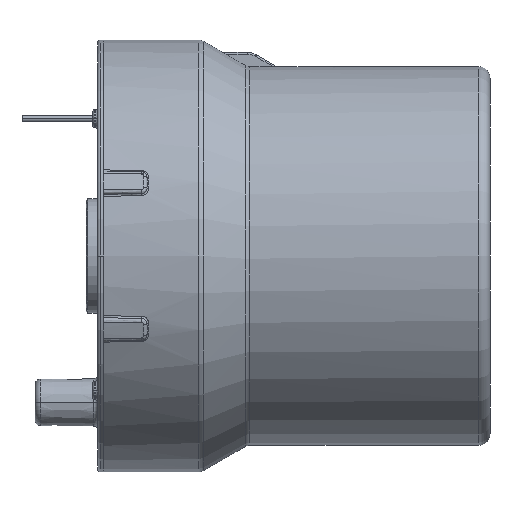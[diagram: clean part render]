
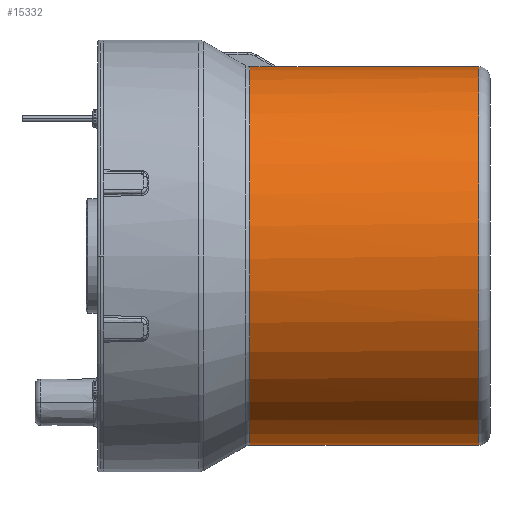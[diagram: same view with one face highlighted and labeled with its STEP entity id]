
A CAD part, left-side view. The second image highlights one B-rep face of the part: STEP entity #15332.
In plain terms, the highlighted cylindrical face has radius 26.289 mm (diameter 52.578 mm), a partial arc.
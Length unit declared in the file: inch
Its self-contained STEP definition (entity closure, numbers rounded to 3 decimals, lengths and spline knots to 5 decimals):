
#1362 = CIRCLE ( 'NONE', #106118, 1.035 ) ;
#1996 = LINE ( 'NONE', #35809, #43249 ) ;
#5947 = DIRECTION ( 'NONE',  ( 0., 1., 0. ) ) ;
#7883 = DIRECTION ( 'NONE',  ( 0., 0., 1. ) ) ;
#8289 = B_SPLINE_CURVE_WITH_KNOTS ( 'NONE', 3,
 ( #68908, #92978, #77247, #27941, #85487, #36161, #93727, #44483 ),
 .UNSPECIFIED., .F., .F.,
 ( 4, 2, 2, 4 ),
 ( 0., 0.00015, 0.0003, 0.00061 ),
 .UNSPECIFIED. ) ;
#8818 = VERTEX_POINT ( 'NONE', #70060 ) ;
#9766 = VERTEX_POINT ( 'NONE', #44423 ) ;
#12376 = EDGE_CURVE ( 'NONE', #19531, #61256, #1996, .T. ) ;
#12914 = ORIENTED_EDGE ( 'NONE', *, *, #75246, .T. ) ;
#14230 = VECTOR ( 'NONE', #5947, 39.37008 ) ;
#15332 = ADVANCED_FACE ( 'NONE', ( #19158 ), #32201, .T. ) ;
#16298 = CARTESIAN_POINT ( 'NONE',  ( 0., 1.37587, -1.035 ) ) ;
#19158 = FACE_OUTER_BOUND ( 'NONE', #97146, .T. ) ;
#19531 = VERTEX_POINT ( 'NONE', #16298 ) ;
#21974 = CIRCLE ( 'NONE', #67052, 1.035 ) ;
#22470 = CARTESIAN_POINT ( 'NONE',  ( 0., 0.1252, -1.035 ) ) ;
#27218 = DIRECTION ( 'NONE',  ( 0., -1., 0. ) ) ;
#27941 = CARTESIAN_POINT ( 'NONE',  ( -0.02647, 1.23099, 1.03466 ) ) ;
#28263 = CARTESIAN_POINT ( 'NONE',  ( 0., 0.1252, 0. ) ) ;
#29534 = CARTESIAN_POINT ( 'NONE',  ( 0., 1.22713, 1.035 ) ) ;
#32201 = CYLINDRICAL_SURFACE ( 'NONE', #76529, 1.035 ) ;
#32206 = VECTOR ( 'NONE', #38424, 39.37008 ) ;
#33146 = ORIENTED_EDGE ( 'NONE', *, *, #83362, .T. ) ;
#35045 = ORIENTED_EDGE ( 'NONE', *, *, #89404, .T. ) ;
#35809 = CARTESIAN_POINT ( 'NONE',  ( 0., 0.0627, -1.035 ) ) ;
#36161 = CARTESIAN_POINT ( 'NONE',  ( -0.02947, 1.23842, 1.03458 ) ) ;
#36473 = DIRECTION ( 'NONE',  ( 0., 0., 1. ) ) ;
#38424 = DIRECTION ( 'NONE',  ( 0., -1., 0. ) ) ;
#43249 = VECTOR ( 'NONE', #27218, 39.37008 ) ;
#44020 = CARTESIAN_POINT ( 'NONE',  ( -0.03, 1.24638, 1.03457 ) ) ;
#44076 = VERTEX_POINT ( 'NONE', #79626 ) ;
#44423 = CARTESIAN_POINT ( 'NONE',  ( -0.03, 1.37587, 1.03457 ) ) ;
#44483 = CARTESIAN_POINT ( 'NONE',  ( -0.03, 1.24638, 1.03457 ) ) ;
#46037 = CARTESIAN_POINT ( 'NONE',  ( -0.02, 1.22679, 1.03481 ) ) ;
#50296 = EDGE_CURVE ( 'NONE', #90957, #9766, #77390, .T. ) ;
#57212 = DIRECTION ( 'NONE',  ( 0., -1., 0. ) ) ;
#60656 = ORIENTED_EDGE ( 'NONE', *, *, #12376, .T. ) ;
#61256 = VERTEX_POINT ( 'NONE', #22470 ) ;
#62034 = CARTESIAN_POINT ( 'NONE',  ( 0., 0.0627, 0. ) ) ;
#62385 = DIRECTION ( 'NONE',  ( 0., 0., 1. ) ) ;
#66194 = CARTESIAN_POINT ( 'NONE',  ( 0., 1.22713, 1.035 ) ) ;
#67052 = AXIS2_PLACEMENT_3D ( 'NONE', #106472, #57212, #7883 ) ;
#68908 = CARTESIAN_POINT ( 'NONE',  ( -0.02, 1.22679, 1.03481 ) ) ;
#70060 = CARTESIAN_POINT ( 'NONE',  ( -0.02, 1.22679, 1.03481 ) ) ;
#70243 = DIRECTION ( 'NONE',  ( 0., -1., 0. ) ) ;
#72288 = ORIENTED_EDGE ( 'NONE', *, *, #93992, .F. ) ;
#75246 = EDGE_CURVE ( 'NONE', #81346, #8818, #100185, .T. ) ;
#76529 = AXIS2_PLACEMENT_3D ( 'NONE', #62034, #70243, #62385 ) ;
#77247 = CARTESIAN_POINT ( 'NONE',  ( -0.02386, 1.22795, 1.03473 ) ) ;
#77390 = LINE ( 'NONE', #105239, #14230 ) ;
#78846 = CARTESIAN_POINT ( 'NONE',  ( -0.00667, 1.22713, 1.035 ) ) ;
#79626 = CARTESIAN_POINT ( 'NONE',  ( 0., 0.1252, 1.035 ) ) ;
#81346 = VERTEX_POINT ( 'NONE', #66194 ) ;
#83362 = EDGE_CURVE ( 'NONE', #9766, #19531, #21974, .T. ) ;
#85487 = CARTESIAN_POINT ( 'NONE',  ( -0.02738, 1.23279, 1.03464 ) ) ;
#85807 = DIRECTION ( 'NONE',  ( 0., 1., 0. ) ) ;
#87042 = EDGE_CURVE ( 'NONE', #61256, #44076, #1362, .T. ) ;
#87736 = CARTESIAN_POINT ( 'NONE',  ( 0., 0.0627, 1.035 ) ) ;
#89404 = EDGE_CURVE ( 'NONE', #8818, #90957, #8289, .T. ) ;
#89886 = ORIENTED_EDGE ( 'NONE', *, *, #87042, .T. ) ;
#90957 = VERTEX_POINT ( 'NONE', #44020 ) ;
#92978 = CARTESIAN_POINT ( 'NONE',  ( -0.02203, 1.22673, 1.03477 ) ) ;
#93727 = CARTESIAN_POINT ( 'NONE',  ( -0.03, 1.24238, 1.03457 ) ) ;
#93992 = EDGE_CURVE ( 'NONE', #81346, #44076, #95203, .T. ) ;
#95203 = LINE ( 'NONE', #87736, #32206 ) ;
#95303 = CARTESIAN_POINT ( 'NONE',  ( -0.01333, 1.22702, 1.03494 ) ) ;
#97146 = EDGE_LOOP ( 'NONE', ( #33146, #60656, #89886, #72288, #12914, #35045, #98813 ) ) ;
#98813 = ORIENTED_EDGE ( 'NONE', *, *, #50296, .T. ) ;
#100185 =( BOUNDED_CURVE ( )  B_SPLINE_CURVE ( 3, ( #29534, #78846, #95303, #46037 ),
 .UNSPECIFIED., .F., .T. ) 
 B_SPLINE_CURVE_WITH_KNOTS ( ( 4, 4 ),
 ( 3.14159, 3.16092 ),
 .UNSPECIFIED. ) 
 CURVE ( )  GEOMETRIC_REPRESENTATION_ITEM ( )  RATIONAL_B_SPLINE_CURVE ( ( 1., 1., 1., 1. ) ) 
 REPRESENTATION_ITEM ( '' )  );
#105239 = CARTESIAN_POINT ( 'NONE',  ( -0.03, 0.0627, 1.03457 ) ) ;
#106118 = AXIS2_PLACEMENT_3D ( 'NONE', #28263, #85807, #36473 ) ;
#106472 = CARTESIAN_POINT ( 'NONE',  ( 0., 1.37587, 0. ) ) ;
